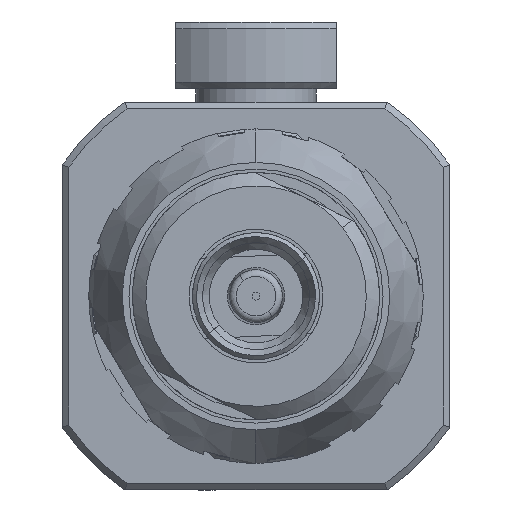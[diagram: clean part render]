
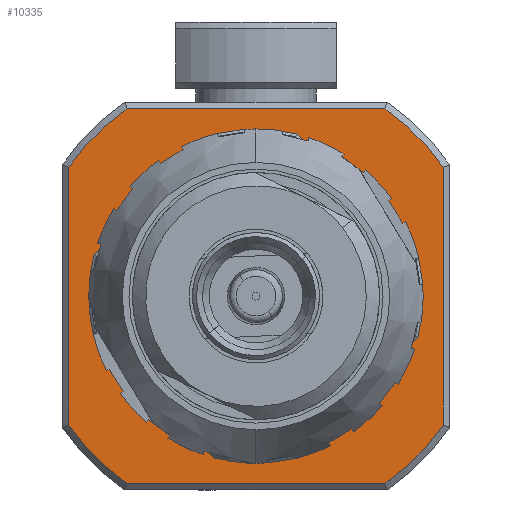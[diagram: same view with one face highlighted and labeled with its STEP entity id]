
A CAD part, front view. The second image highlights one B-rep face of the part: STEP entity #10335.
In plain terms, the highlighted face is planar.
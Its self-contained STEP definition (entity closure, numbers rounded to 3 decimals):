
#282 = CARTESIAN_POINT ( 'NONE',  ( 0., 0., 0. ) ) ;
#999 = DIRECTION ( 'NONE',  ( 1., 0., 0. ) ) ;
#1086 = VECTOR ( 'NONE', #11179, 1000. ) ;
#1166 = AXIS2_PLACEMENT_3D ( 'NONE', #16317, #31194, #46044 ) ;
#1238 = DIRECTION ( 'NONE',  ( 0., 0., -1. ) ) ;
#1272 = CARTESIAN_POINT ( 'NONE',  ( 0., 0., 0. ) ) ;
#1607 = ORIENTED_EDGE ( 'NONE', *, *, #16305, .F. ) ;
#1617 = DIRECTION ( 'NONE',  ( 1., 0., 0. ) ) ;
#2541 = CARTESIAN_POINT ( 'NONE',  ( 0., -3.091, -12.112 ) ) ;
#2589 = PLANE ( 'NONE',  #11731 ) ;
#2847 = DIRECTION ( 'NONE',  ( 0., 0., -1. ) ) ;
#3086 = AXIS2_PLACEMENT_3D ( 'NONE', #1272, #38116, #16879 ) ;
#3151 = CARTESIAN_POINT ( 'NONE',  ( 0., 0., 0. ) ) ;
#3557 = FACE_BOUND ( 'NONE', #33553, .T. ) ;
#4412 = EDGE_CURVE ( 'NONE', #32994, #7881, #36282, .T. ) ;
#4748 = CIRCLE ( 'NONE', #39757, 17. ) ;
#7452 = CARTESIAN_POINT ( 'NONE',  ( 0., -12.112, 3.091 ) ) ;
#7881 = VERTEX_POINT ( 'NONE', #26260 ) ;
#8016 = DIRECTION ( 'NONE',  ( -1., 0., 0. ) ) ;
#8195 = CIRCLE ( 'NONE', #1166, 12.5 ) ;
#9752 = VECTOR ( 'NONE', #25840, 1000. ) ;
#9907 = CARTESIAN_POINT ( 'NONE',  ( 0., 9.644, -14. ) ) ;
#10318 = ORIENTED_EDGE ( 'NONE', *, *, #12517, .F. ) ;
#10335 = ADVANCED_FACE ( 'NONE', ( #25296, #3557 ), #2589, .F. ) ;
#10957 = CARTESIAN_POINT ( 'NONE',  ( 0., -3.091, -12.112 ) ) ;
#11179 = DIRECTION ( 'NONE',  ( 0., 0.707, -0.707 ) ) ;
#11423 = VERTEX_POINT ( 'NONE', #2541 ) ;
#11731 = AXIS2_PLACEMENT_3D ( 'NONE', #40149, #36740, #32359 ) ;
#12049 = DIRECTION ( 'NONE',  ( 0., 0., -1. ) ) ;
#12466 = CARTESIAN_POINT ( 'NONE',  ( 0., -14., -9.644 ) ) ;
#12517 = EDGE_CURVE ( 'NONE', #22564, #46100, #39965, .T. ) ;
#12850 = DIRECTION ( 'NONE',  ( 0., 0., 1. ) ) ;
#13323 = VERTEX_POINT ( 'NONE', #33470 ) ;
#13406 = VERTEX_POINT ( 'NONE', #9907 ) ;
#13706 = CARTESIAN_POINT ( 'NONE',  ( 0., 3.091, 12.112 ) ) ;
#15063 = EDGE_CURVE ( 'NONE', #46100, #17301, #29725, .T. ) ;
#15149 = AXIS2_PLACEMENT_3D ( 'NONE', #3151, #18049, #32916 ) ;
#15290 = CIRCLE ( 'NONE', #17655, 17. ) ;
#16224 = ORIENTED_EDGE ( 'NONE', *, *, #23331, .F. ) ;
#16259 = CARTESIAN_POINT ( 'NONE',  ( 0., -14., 9.798 ) ) ;
#16305 = EDGE_CURVE ( 'NONE', #11423, #44334, #26317, .T. ) ;
#16317 = CARTESIAN_POINT ( 'NONE',  ( 0., 0., 0. ) ) ;
#16879 = DIRECTION ( 'NONE',  ( 0., 0., -1. ) ) ;
#17301 = VERTEX_POINT ( 'NONE', #21242 ) ;
#17547 = VERTEX_POINT ( 'NONE', #7452 ) ;
#17655 = AXIS2_PLACEMENT_3D ( 'NONE', #45350, #20016, #30968 ) ;
#17715 = ORIENTED_EDGE ( 'NONE', *, *, #20395, .F. ) ;
#17998 = VERTEX_POINT ( 'NONE', #41013 ) ;
#18049 = DIRECTION ( 'NONE',  ( 1., 0., 0. ) ) ;
#18202 = ORIENTED_EDGE ( 'NONE', *, *, #20196, .F. ) ;
#18379 = ORIENTED_EDGE ( 'NONE', *, *, #31507, .F. ) ;
#18398 = LINE ( 'NONE', #41779, #32632 ) ;
#18972 = AXIS2_PLACEMENT_3D ( 'NONE', #23038, #19376, #12049 ) ;
#19376 = DIRECTION ( 'NONE',  ( -1., 0., 0. ) ) ;
#20016 = DIRECTION ( 'NONE',  ( 1., 0., 0. ) ) ;
#20126 = EDGE_CURVE ( 'NONE', #37640, #39118, #34064, .T. ) ;
#20196 = EDGE_CURVE ( 'NONE', #13406, #7881, #35333, .T. ) ;
#20395 = EDGE_CURVE ( 'NONE', #22055, #11423, #22951, .T. ) ;
#20630 = CIRCLE ( 'NONE', #15149, 17. ) ;
#21240 = CARTESIAN_POINT ( 'NONE',  ( 0., -14., 9.644 ) ) ;
#21242 = CARTESIAN_POINT ( 'NONE',  ( 0., 12.112, 3.091 ) ) ;
#22000 = CARTESIAN_POINT ( 'NONE',  ( 0., -12.112, -3.091 ) ) ;
#22055 = VERTEX_POINT ( 'NONE', #46029 ) ;
#22344 = EDGE_LOOP ( 'NONE', ( #39594, #18202, #43292, #44520, #27750, #33370, #31562, #46219 ) ) ;
#22564 = VERTEX_POINT ( 'NONE', #33520 ) ;
#22622 = CIRCLE ( 'NONE', #3086, 12.5 ) ;
#22902 = DIRECTION ( 'NONE',  ( 0., 0., -1. ) ) ;
#22951 = CIRCLE ( 'NONE', #36168, 12.5 ) ;
#22961 = EDGE_CURVE ( 'NONE', #37640, #17998, #20630, .T. ) ;
#23038 = CARTESIAN_POINT ( 'NONE',  ( 0., 0., 0. ) ) ;
#23101 = CARTESIAN_POINT ( 'NONE',  ( 0., 12.112, -3.091 ) ) ;
#23331 = EDGE_CURVE ( 'NONE', #44334, #17547, #8195, .T. ) ;
#23724 = VERTEX_POINT ( 'NONE', #44918 ) ;
#24016 = ORIENTED_EDGE ( 'NONE', *, *, #43382, .F. ) ;
#24350 = CARTESIAN_POINT ( 'NONE',  ( 0., 9.798, 14. ) ) ;
#25296 = FACE_OUTER_BOUND ( 'NONE', #22344, .T. ) ;
#25523 = VERTEX_POINT ( 'NONE', #47492 ) ;
#25840 = DIRECTION ( 'NONE',  ( 0., -0.707, 0.707 ) ) ;
#26098 = EDGE_CURVE ( 'NONE', #41927, #39118, #15290, .T. ) ;
#26260 = CARTESIAN_POINT ( 'NONE',  ( 0., 14., -9.644 ) ) ;
#26317 = LINE ( 'NONE', #10957, #9752 ) ;
#26713 = VECTOR ( 'NONE', #2847, 1000. ) ;
#27032 = LINE ( 'NONE', #24350, #30482 ) ;
#27750 = ORIENTED_EDGE ( 'NONE', *, *, #20126, .T. ) ;
#27955 = LINE ( 'NONE', #34541, #43373 ) ;
#29139 = AXIS2_PLACEMENT_3D ( 'NONE', #38693, #1617, #42103 ) ;
#29243 = CARTESIAN_POINT ( 'NONE',  ( 0., 3.091, 12.112 ) ) ;
#29725 = LINE ( 'NONE', #29243, #1086 ) ;
#30482 = VECTOR ( 'NONE', #35075, 1000. ) ;
#30653 = DIRECTION ( 'NONE',  ( 0., -0.707, -0.707 ) ) ;
#30968 = DIRECTION ( 'NONE',  ( 0., 0., -1. ) ) ;
#31194 = DIRECTION ( 'NONE',  ( -1., 0., 0. ) ) ;
#31507 = EDGE_CURVE ( 'NONE', #17301, #23724, #45011, .T. ) ;
#31562 = ORIENTED_EDGE ( 'NONE', *, *, #36840, .T. ) ;
#32359 = DIRECTION ( 'NONE',  ( 0., 0., -1. ) ) ;
#32632 = VECTOR ( 'NONE', #37418, 1000. ) ;
#32916 = DIRECTION ( 'NONE',  ( 0., 0., -1. ) ) ;
#32994 = VERTEX_POINT ( 'NONE', #40101 ) ;
#33073 = EDGE_CURVE ( 'NONE', #17547, #22564, #18398, .T. ) ;
#33370 = ORIENTED_EDGE ( 'NONE', *, *, #26098, .F. ) ;
#33470 = CARTESIAN_POINT ( 'NONE',  ( 0., 9.644, 14. ) ) ;
#33520 = CARTESIAN_POINT ( 'NONE',  ( 0., -3.091, 12.112 ) ) ;
#33553 = EDGE_LOOP ( 'NONE', ( #46240, #10318, #33850, #16224, #1607, #17715, #24016, #42374, #18379 ) ) ;
#33850 = ORIENTED_EDGE ( 'NONE', *, *, #33073, .F. ) ;
#34064 = LINE ( 'NONE', #16259, #44689 ) ;
#34541 = CARTESIAN_POINT ( 'NONE',  ( 0., 9.798, -14. ) ) ;
#35075 = DIRECTION ( 'NONE',  ( 0., 1., 0. ) ) ;
#35333 = CIRCLE ( 'NONE', #29139, 17. ) ;
#35556 = CARTESIAN_POINT ( 'NONE',  ( 0., 14., 9.798 ) ) ;
#36168 = AXIS2_PLACEMENT_3D ( 'NONE', #48137, #37441, #44019 ) ;
#36282 = LINE ( 'NONE', #35556, #26713 ) ;
#36491 = EDGE_CURVE ( 'NONE', #32994, #13323, #4748, .T. ) ;
#36740 = DIRECTION ( 'NONE',  ( 1., 0., 0. ) ) ;
#36840 = EDGE_CURVE ( 'NONE', #41927, #13323, #27032, .T. ) ;
#37418 = DIRECTION ( 'NONE',  ( 0., 0.707, 0.707 ) ) ;
#37441 = DIRECTION ( 'NONE',  ( -1., 0., 0. ) ) ;
#37640 = VERTEX_POINT ( 'NONE', #12466 ) ;
#38022 = VECTOR ( 'NONE', #30653, 1000. ) ;
#38116 = DIRECTION ( 'NONE',  ( -1., 0., 0. ) ) ;
#38262 = EDGE_CURVE ( 'NONE', #13406, #17998, #27955, .T. ) ;
#38693 = CARTESIAN_POINT ( 'NONE',  ( 0., 0., 0. ) ) ;
#39118 = VERTEX_POINT ( 'NONE', #21240 ) ;
#39594 = ORIENTED_EDGE ( 'NONE', *, *, #4412, .T. ) ;
#39757 = AXIS2_PLACEMENT_3D ( 'NONE', #282, #999, #1238 ) ;
#39965 = CIRCLE ( 'NONE', #18972, 12.5 ) ;
#40101 = CARTESIAN_POINT ( 'NONE',  ( 0., 14., 9.644 ) ) ;
#40149 = CARTESIAN_POINT ( 'NONE',  ( 0., 0., 0. ) ) ;
#40247 = EDGE_CURVE ( 'NONE', #23724, #25523, #45271, .T. ) ;
#41013 = CARTESIAN_POINT ( 'NONE',  ( 0., -9.644, -14. ) ) ;
#41779 = CARTESIAN_POINT ( 'NONE',  ( 0., -12.112, 3.091 ) ) ;
#41927 = VERTEX_POINT ( 'NONE', #43481 ) ;
#42103 = DIRECTION ( 'NONE',  ( 0., 0., -1. ) ) ;
#42374 = ORIENTED_EDGE ( 'NONE', *, *, #40247, .F. ) ;
#42815 = DIRECTION ( 'NONE',  ( 0., -1., 0. ) ) ;
#43292 = ORIENTED_EDGE ( 'NONE', *, *, #38262, .T. ) ;
#43373 = VECTOR ( 'NONE', #42815, 1000. ) ;
#43382 = EDGE_CURVE ( 'NONE', #25523, #22055, #22622, .T. ) ;
#43481 = CARTESIAN_POINT ( 'NONE',  ( 0., -9.644, 14. ) ) ;
#44019 = DIRECTION ( 'NONE',  ( 0., 0., -1. ) ) ;
#44334 = VERTEX_POINT ( 'NONE', #22000 ) ;
#44520 = ORIENTED_EDGE ( 'NONE', *, *, #22961, .F. ) ;
#44689 = VECTOR ( 'NONE', #12850, 1000. ) ;
#44827 = CARTESIAN_POINT ( 'NONE',  ( 0., 0., 0. ) ) ;
#44918 = CARTESIAN_POINT ( 'NONE',  ( 0., 12.112, -3.091 ) ) ;
#45011 = CIRCLE ( 'NONE', #48093, 12.5 ) ;
#45271 = LINE ( 'NONE', #23101, #38022 ) ;
#45350 = CARTESIAN_POINT ( 'NONE',  ( 0., 0., 0. ) ) ;
#46029 = CARTESIAN_POINT ( 'NONE',  ( 0., 0., -12.5 ) ) ;
#46044 = DIRECTION ( 'NONE',  ( 0., 0., -1. ) ) ;
#46100 = VERTEX_POINT ( 'NONE', #13706 ) ;
#46219 = ORIENTED_EDGE ( 'NONE', *, *, #36491, .F. ) ;
#46240 = ORIENTED_EDGE ( 'NONE', *, *, #15063, .F. ) ;
#47492 = CARTESIAN_POINT ( 'NONE',  ( 0., 3.091, -12.112 ) ) ;
#48093 = AXIS2_PLACEMENT_3D ( 'NONE', #44827, #8016, #22902 ) ;
#48137 = CARTESIAN_POINT ( 'NONE',  ( 0., 0., 0. ) ) ;
